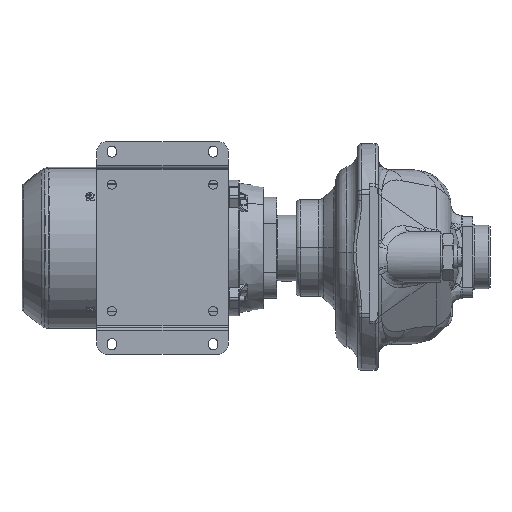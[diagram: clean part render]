
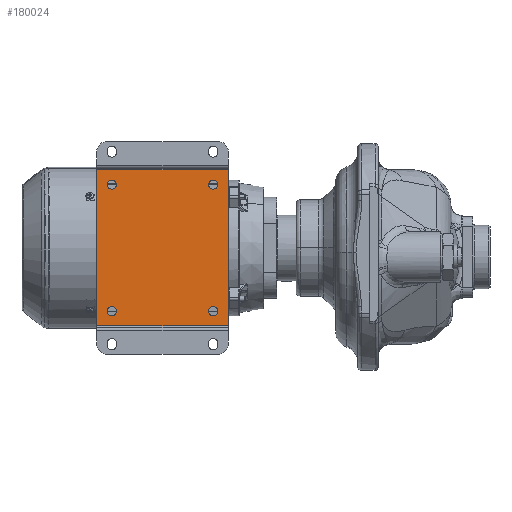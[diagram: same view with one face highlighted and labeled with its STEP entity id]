
A CAD part, front view. The second image highlights one B-rep face of the part: STEP entity #180024.
In plain terms, the highlighted planar face has unit normal (0, -1, 0).
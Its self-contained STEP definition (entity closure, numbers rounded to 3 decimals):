
#50952=DIRECTION('',(0.,0.,-1.));
#50953=VECTOR('',#50952,154.);
#50954=CARTESIAN_POINT('',(-139.8,-81.5,77.));
#50955=LINE('',#50954,#50953);
#50996=DIRECTION('',(0.,0.,-1.));
#50997=VECTOR('',#50996,154.);
#50998=CARTESIAN_POINT('',(-269.8,-81.5,77.));
#50999=LINE('',#50998,#50997);
#51036=DIRECTION('',(-1.,0.,0.));
#51037=VECTOR('',#51036,130.);
#51038=CARTESIAN_POINT('',(-139.8,-81.5,77.));
#51039=LINE('',#51038,#51037);
#51040=CARTESIAN_POINT('',(-254.8,-81.5,62.5));
#51041=DIRECTION('',(0.,1.,0.));
#51042=DIRECTION('',(-1.,0.,0.));
#51043=AXIS2_PLACEMENT_3D('',#51040,#51041,#51042);
#51045=CARTESIAN_POINT('',(-254.8,-81.5,62.5));
#51046=DIRECTION('',(0.,1.,0.));
#51047=DIRECTION('',(1.,0.,0.));
#51048=AXIS2_PLACEMENT_3D('',#51045,#51046,#51047);
#51050=CARTESIAN_POINT('',(-254.8,-81.5,-62.5));
#51051=DIRECTION('',(0.,1.,0.));
#51052=DIRECTION('',(-1.,0.,0.));
#51053=AXIS2_PLACEMENT_3D('',#51050,#51051,#51052);
#51055=CARTESIAN_POINT('',(-254.8,-81.5,-62.5));
#51056=DIRECTION('',(0.,1.,0.));
#51057=DIRECTION('',(1.,0.,0.));
#51058=AXIS2_PLACEMENT_3D('',#51055,#51056,#51057);
#51060=CARTESIAN_POINT('',(-154.8,-81.5,62.5));
#51061=DIRECTION('',(0.,1.,0.));
#51062=DIRECTION('',(-1.,0.,0.));
#51063=AXIS2_PLACEMENT_3D('',#51060,#51061,#51062);
#51065=CARTESIAN_POINT('',(-154.8,-81.5,62.5));
#51066=DIRECTION('',(0.,1.,0.));
#51067=DIRECTION('',(1.,0.,0.));
#51068=AXIS2_PLACEMENT_3D('',#51065,#51066,#51067);
#51070=CARTESIAN_POINT('',(-154.8,-81.5,-62.5));
#51071=DIRECTION('',(0.,1.,0.));
#51072=DIRECTION('',(-1.,0.,0.));
#51073=AXIS2_PLACEMENT_3D('',#51070,#51071,#51072);
#51075=CARTESIAN_POINT('',(-154.8,-81.5,-62.5));
#51076=DIRECTION('',(0.,1.,0.));
#51077=DIRECTION('',(1.,0.,0.));
#51078=AXIS2_PLACEMENT_3D('',#51075,#51076,#51077);
#51080=DIRECTION('',(-1.,0.,0.));
#51081=VECTOR('',#51080,130.);
#51082=CARTESIAN_POINT('',(-139.8,-81.5,-77.));
#51083=LINE('',#51082,#51081);
#104929=CARTESIAN_POINT('',(-139.8,-81.5,77.));
#104930=CARTESIAN_POINT('',(-139.8,-81.5,-77.));
#104931=VERTEX_POINT('',#104929);
#104932=VERTEX_POINT('',#104930);
#104941=CARTESIAN_POINT('',(-269.8,-81.5,77.));
#104942=CARTESIAN_POINT('',(-269.8,-81.5,-77.));
#104943=VERTEX_POINT('',#104941);
#104944=VERTEX_POINT('',#104942);
#105013=CARTESIAN_POINT('',(-159.3,-81.5,-62.5));
#105014=CARTESIAN_POINT('',(-150.3,-81.5,-62.5));
#105015=VERTEX_POINT('',#105013);
#105016=VERTEX_POINT('',#105014);
#105017=CARTESIAN_POINT('',(-159.3,-81.5,62.5));
#105018=CARTESIAN_POINT('',(-150.3,-81.5,62.5));
#105019=VERTEX_POINT('',#105017);
#105020=VERTEX_POINT('',#105018);
#105021=CARTESIAN_POINT('',(-259.3,-81.5,-62.5));
#105022=CARTESIAN_POINT('',(-250.3,-81.5,-62.5));
#105023=VERTEX_POINT('',#105021);
#105024=VERTEX_POINT('',#105022);
#105025=CARTESIAN_POINT('',(-259.3,-81.5,62.5));
#105026=CARTESIAN_POINT('',(-250.3,-81.5,62.5));
#105027=VERTEX_POINT('',#105025);
#105028=VERTEX_POINT('',#105026);
#179988=CARTESIAN_POINT('',(-139.8,-81.5,77.));
#179989=DIRECTION('',(0.,1.,0.));
#179990=DIRECTION('',(0.,0.,-1.));
#179991=AXIS2_PLACEMENT_3D('',#179988,#179989,#179990);
#179992=PLANE('',#179991);
#179993=ORIENTED_EDGE('',*,*,#179866,.T.);
#179995=ORIENTED_EDGE('',*,*,#179994,.T.);
#179996=ORIENTED_EDGE('',*,*,#179925,.F.);
#179997=ORIENTED_EDGE('',*,*,#179980,.F.);
#179998=EDGE_LOOP('',(#179993,#179995,#179996,#179997));
#179999=FACE_OUTER_BOUND('',#179998,.F.);
#180001=ORIENTED_EDGE('',*,*,#180000,.F.);
#180003=ORIENTED_EDGE('',*,*,#180002,.F.);
#180004=EDGE_LOOP('',(#180001,#180003));
#180005=FACE_BOUND('',#180004,.F.);
#180007=ORIENTED_EDGE('',*,*,#180006,.F.);
#180009=ORIENTED_EDGE('',*,*,#180008,.F.);
#180010=EDGE_LOOP('',(#180007,#180009));
#180011=FACE_BOUND('',#180010,.F.);
#180013=ORIENTED_EDGE('',*,*,#180012,.F.);
#180015=ORIENTED_EDGE('',*,*,#180014,.F.);
#180016=EDGE_LOOP('',(#180013,#180015));
#180017=FACE_BOUND('',#180016,.F.);
#180019=ORIENTED_EDGE('',*,*,#180018,.F.);
#180021=ORIENTED_EDGE('',*,*,#180020,.F.);
#180022=EDGE_LOOP('',(#180019,#180021));
#180023=FACE_BOUND('',#180022,.F.);
#180024=ADVANCED_FACE('',(#179999,#180005,#180011,#180017,#180023),#179992,.F.);
#51044=CIRCLE('',#51043,4.5);
#51049=CIRCLE('',#51048,4.5);
#51054=CIRCLE('',#51053,4.5);
#51059=CIRCLE('',#51058,4.5);
#51064=CIRCLE('',#51063,4.5);
#51069=CIRCLE('',#51068,4.5);
#51074=CIRCLE('',#51073,4.5);
#51079=CIRCLE('',#51078,4.5);
#179866=EDGE_CURVE('',#104931,#104932,#50955,.T.);
#179925=EDGE_CURVE('',#104943,#104944,#50999,.T.);
#179980=EDGE_CURVE('',#104931,#104943,#51039,.T.);
#179994=EDGE_CURVE('',#104932,#104944,#51083,.T.);
#180000=EDGE_CURVE('',#105027,#105028,#51044,.T.);
#180002=EDGE_CURVE('',#105028,#105027,#51049,.T.);
#180006=EDGE_CURVE('',#105023,#105024,#51054,.T.);
#180008=EDGE_CURVE('',#105024,#105023,#51059,.T.);
#180012=EDGE_CURVE('',#105019,#105020,#51064,.T.);
#180014=EDGE_CURVE('',#105020,#105019,#51069,.T.);
#180018=EDGE_CURVE('',#105015,#105016,#51074,.T.);
#180020=EDGE_CURVE('',#105016,#105015,#51079,.T.);
